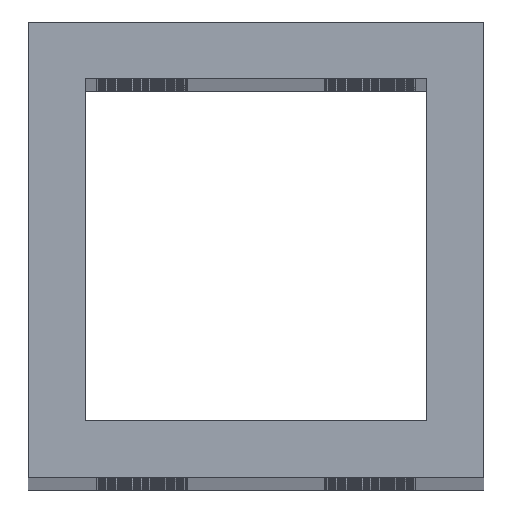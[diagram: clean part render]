
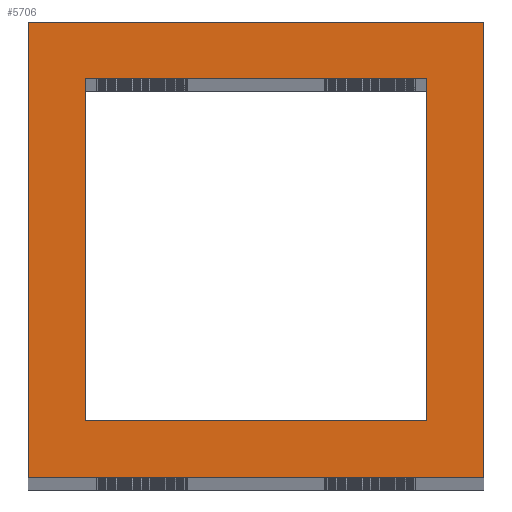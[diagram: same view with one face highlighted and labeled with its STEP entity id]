
A CAD part, top view. The second image highlights one B-rep face of the part: STEP entity #5706.
In plain terms, the highlighted planar face has unit normal (0, 0, 1).
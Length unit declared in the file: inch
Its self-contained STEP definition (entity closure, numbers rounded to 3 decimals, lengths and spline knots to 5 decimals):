
#258 = DIRECTION ( 'NONE',  ( 1., 0., 0. ) ) ;
#982 = AXIS2_PLACEMENT_3D ( 'NONE', #8398, #9611, #3687 ) ;
#1010 = CARTESIAN_POINT ( 'NONE',  ( 1., 1., 15.5 ) ) ;
#1159 = CARTESIAN_POINT ( 'NONE',  ( 0., 0., 15.5 ) ) ;
#1173 = CARTESIAN_POINT ( 'NONE',  ( 0., 1., 15.5 ) ) ;
#1302 = DIRECTION ( 'NONE',  ( 0., -1., 0. ) ) ;
#1503 = FACE_BOUND ( 'NONE', #13046, .T. ) ;
#1664 = ORIENTED_EDGE ( 'NONE', *, *, #6728, .F. ) ;
#1958 = CARTESIAN_POINT ( 'NONE',  ( 0., 0., 15.5 ) ) ;
#2159 = LINE ( 'NONE', #5269, #4486 ) ;
#2230 = CARTESIAN_POINT ( 'NONE',  ( 1., 0., 15.5 ) ) ;
#2244 = CARTESIAN_POINT ( 'NONE',  ( 0.125, 0.875, 15.5 ) ) ;
#2333 = EDGE_CURVE ( 'NONE', #4602, #4308, #10636, .T. ) ;
#3687 = DIRECTION ( 'NONE',  ( -1., 0., 0. ) ) ;
#3730 = CARTESIAN_POINT ( 'NONE',  ( 0.875, 0.875, 15.5 ) ) ;
#3795 = VERTEX_POINT ( 'NONE', #3730 ) ;
#4308 = VERTEX_POINT ( 'NONE', #1173 ) ;
#4319 = DIRECTION ( 'NONE',  ( 0., -1., 0. ) ) ;
#4349 = ORIENTED_EDGE ( 'NONE', *, *, #4986, .T. ) ;
#4486 = VECTOR ( 'NONE', #5403, 39.37008 ) ;
#4527 = EDGE_CURVE ( 'NONE', #7439, #3795, #13654, .T. ) ;
#4530 = CARTESIAN_POINT ( 'NONE',  ( 0.125, 0.125, 15.5 ) ) ;
#4602 = VERTEX_POINT ( 'NONE', #1010 ) ;
#4652 = ORIENTED_EDGE ( 'NONE', *, *, #6317, .T. ) ;
#4766 = VECTOR ( 'NONE', #6407, 39.37008 ) ;
#4834 = CARTESIAN_POINT ( 'NONE',  ( 0.125, 0.125, 15.5 ) ) ;
#4986 = EDGE_CURVE ( 'NONE', #4308, #10394, #9298, .T. ) ;
#5162 = FACE_OUTER_BOUND ( 'NONE', #12805, .T. ) ;
#5178 = EDGE_CURVE ( 'NONE', #5660, #7439, #6691, .T. ) ;
#5269 = CARTESIAN_POINT ( 'NONE',  ( 0.125, 0.875, 15.5 ) ) ;
#5403 = DIRECTION ( 'NONE',  ( -1., 0., 0. ) ) ;
#5636 = LINE ( 'NONE', #2244, #13125 ) ;
#5660 = VERTEX_POINT ( 'NONE', #4834 ) ;
#5706 = ADVANCED_FACE ( 'NONE', ( #5162, #1503 ), #12796, .F. ) ;
#5795 = VERTEX_POINT ( 'NONE', #10848 ) ;
#6029 = DIRECTION ( 'NONE',  ( -1., 0., 0. ) ) ;
#6212 = DIRECTION ( 'NONE',  ( 0., 1., 0. ) ) ;
#6317 = EDGE_CURVE ( 'NONE', #10394, #5795, #9809, .T. ) ;
#6407 = DIRECTION ( 'NONE',  ( 0., 1., 0. ) ) ;
#6691 = LINE ( 'NONE', #4530, #6966 ) ;
#6720 = VECTOR ( 'NONE', #4319, 39.37008 ) ;
#6728 = EDGE_CURVE ( 'NONE', #3795, #13784, #2159, .T. ) ;
#6966 = VECTOR ( 'NONE', #258, 39.37008 ) ;
#7028 = VECTOR ( 'NONE', #10750, 39.37008 ) ;
#7439 = VERTEX_POINT ( 'NONE', #12004 ) ;
#7907 = EDGE_CURVE ( 'NONE', #5795, #4602, #9867, .T. ) ;
#8092 = ORIENTED_EDGE ( 'NONE', *, *, #7907, .T. ) ;
#8398 = CARTESIAN_POINT ( 'NONE',  ( 0., 0., 15.5 ) ) ;
#8875 = ORIENTED_EDGE ( 'NONE', *, *, #4527, .F. ) ;
#9298 = LINE ( 'NONE', #10874, #6720 ) ;
#9611 = DIRECTION ( 'NONE',  ( 0., 0., -1. ) ) ;
#9809 = LINE ( 'NONE', #1958, #7028 ) ;
#9867 = LINE ( 'NONE', #2230, #4766 ) ;
#10394 = VERTEX_POINT ( 'NONE', #1159 ) ;
#10480 = CARTESIAN_POINT ( 'NONE',  ( 0.125, 0.875, 15.5 ) ) ;
#10636 = LINE ( 'NONE', #11513, #13688 ) ;
#10750 = DIRECTION ( 'NONE',  ( 1., 0., 0. ) ) ;
#10822 = ORIENTED_EDGE ( 'NONE', *, *, #5178, .F. ) ;
#10848 = CARTESIAN_POINT ( 'NONE',  ( 1., 0., 15.5 ) ) ;
#10874 = CARTESIAN_POINT ( 'NONE',  ( 0., 0., 15.5 ) ) ;
#11513 = CARTESIAN_POINT ( 'NONE',  ( 0., 1., 15.5 ) ) ;
#12004 = CARTESIAN_POINT ( 'NONE',  ( 0.875, 0.125, 15.5 ) ) ;
#12417 = VECTOR ( 'NONE', #6212, 39.37008 ) ;
#12796 = PLANE ( 'NONE',  #982 ) ;
#12805 = EDGE_LOOP ( 'NONE', ( #4349, #4652, #8092, #13265 ) ) ;
#13046 = EDGE_LOOP ( 'NONE', ( #13974, #1664, #8875, #10822 ) ) ;
#13125 = VECTOR ( 'NONE', #1302, 39.37008 ) ;
#13238 = EDGE_CURVE ( 'NONE', #13784, #5660, #5636, .T. ) ;
#13265 = ORIENTED_EDGE ( 'NONE', *, *, #2333, .T. ) ;
#13654 = LINE ( 'NONE', #13791, #12417 ) ;
#13688 = VECTOR ( 'NONE', #6029, 39.37008 ) ;
#13784 = VERTEX_POINT ( 'NONE', #10480 ) ;
#13791 = CARTESIAN_POINT ( 'NONE',  ( 0.875, 0.875, 15.5 ) ) ;
#13974 = ORIENTED_EDGE ( 'NONE', *, *, #13238, .F. ) ;
